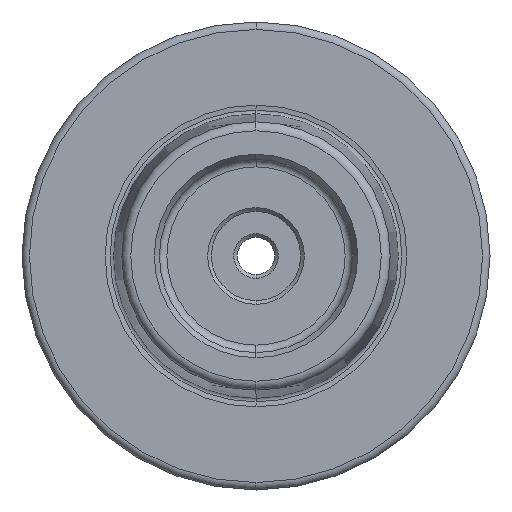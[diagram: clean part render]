
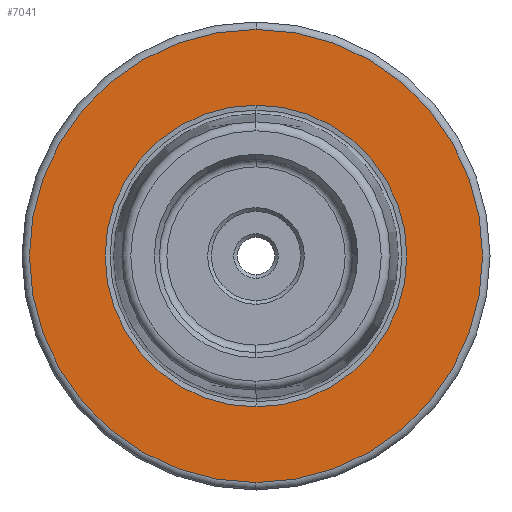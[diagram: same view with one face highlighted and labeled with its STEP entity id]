
A CAD part, left-side view. The second image highlights one B-rep face of the part: STEP entity #7041.
In plain terms, the highlighted planar face has unit normal (-1, 0, 0).
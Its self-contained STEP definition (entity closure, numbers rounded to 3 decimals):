
#392 = CARTESIAN_POINT ( 'NONE',  ( 0., 0., 20.308 ) ) ;
#810 = EDGE_LOOP ( 'NONE', ( #4820, #4818 ) ) ;
#1116 = FACE_OUTER_BOUND ( 'NONE', #4828, .T. ) ;
#1124 = FACE_BOUND ( 'NONE', #810, .T. ) ;
#1261 = AXIS2_PLACEMENT_3D ( 'NONE', #7808, #7801, #7802 ) ;
#1336 = AXIS2_PLACEMENT_3D ( 'NONE', #7508, #7556, #7559 ) ;
#1366 = AXIS2_PLACEMENT_3D ( 'NONE', #10118, #10128, #10142 ) ;
#1394 = AXIS2_PLACEMENT_3D ( 'NONE', #10814, #10840, #10817 ) ;
#1406 = AXIS2_PLACEMENT_3D ( 'NONE', #10857, #10883, #10856 ) ;
#4808 = ORIENTED_EDGE ( 'NONE', *, *, #11333, .T. ) ;
#4809 = ORIENTED_EDGE ( 'NONE', *, *, #11058, .T. ) ;
#4818 = ORIENTED_EDGE ( 'NONE', *, *, #11326, .T. ) ;
#4820 = ORIENTED_EDGE ( 'NONE', *, *, #11196, .T. ) ;
#4828 = EDGE_LOOP ( 'NONE', ( #4809, #4808 ) ) ;
#6168 = VERTEX_POINT ( 'NONE', #392 ) ;
#6195 = VERTEX_POINT ( 'NONE', #11534 ) ;
#6210 = VERTEX_POINT ( 'NONE', #11519 ) ;
#6217 = VERTEX_POINT ( 'NONE', #11495 ) ;
#7041 = ADVANCED_FACE ( 'NONE', ( #1116, #1124 ), #7796, .T. ) ;
#7508 = CARTESIAN_POINT ( 'NONE',  ( 0., 0., 0. ) ) ;
#7556 = DIRECTION ( 'NONE',  ( -1., 0., 0. ) ) ;
#7559 = DIRECTION ( 'NONE',  ( 0., 0., 1. ) ) ;
#7796 = PLANE ( 'NONE',  #1261 ) ;
#7801 = DIRECTION ( 'NONE',  ( -1., 0., 0. ) ) ;
#7802 = DIRECTION ( 'NONE',  ( 0., 0., 1. ) ) ;
#7808 = CARTESIAN_POINT ( 'NONE',  ( 0., 20.308, 0. ) ) ;
#8357 = CIRCLE ( 'NONE', #1406, 30.5 ) ;
#8369 = CIRCLE ( 'NONE', #1394, 20.308 ) ;
#8550 = CIRCLE ( 'NONE', #1336, 30.5 ) ;
#8722 = CIRCLE ( 'NONE', #1366, 20.308 ) ;
#10118 = CARTESIAN_POINT ( 'NONE',  ( 0., 0., 0. ) ) ;
#10128 = DIRECTION ( 'NONE',  ( 1., 0., 0. ) ) ;
#10142 = DIRECTION ( 'NONE',  ( 0., 0., -1. ) ) ;
#10814 = CARTESIAN_POINT ( 'NONE',  ( 0., 0., 0. ) ) ;
#10817 = DIRECTION ( 'NONE',  ( 0., 0., -1. ) ) ;
#10840 = DIRECTION ( 'NONE',  ( 1., 0., 0. ) ) ;
#10856 = DIRECTION ( 'NONE',  ( 0., 0., 1. ) ) ;
#10857 = CARTESIAN_POINT ( 'NONE',  ( 0., 0., 0. ) ) ;
#10883 = DIRECTION ( 'NONE',  ( -1., 0., 0. ) ) ;
#11058 = EDGE_CURVE ( 'NONE', #6195, #6217, #8550, .T. ) ;
#11196 = EDGE_CURVE ( 'NONE', #6168, #6210, #8722, .T. ) ;
#11326 = EDGE_CURVE ( 'NONE', #6210, #6168, #8369, .T. ) ;
#11333 = EDGE_CURVE ( 'NONE', #6217, #6195, #8357, .T. ) ;
#11495 = CARTESIAN_POINT ( 'NONE',  ( 0., 0., -30.5 ) ) ;
#11519 = CARTESIAN_POINT ( 'NONE',  ( 0., 0., -20.308 ) ) ;
#11534 = CARTESIAN_POINT ( 'NONE',  ( 0., 0., 30.5 ) ) ;
